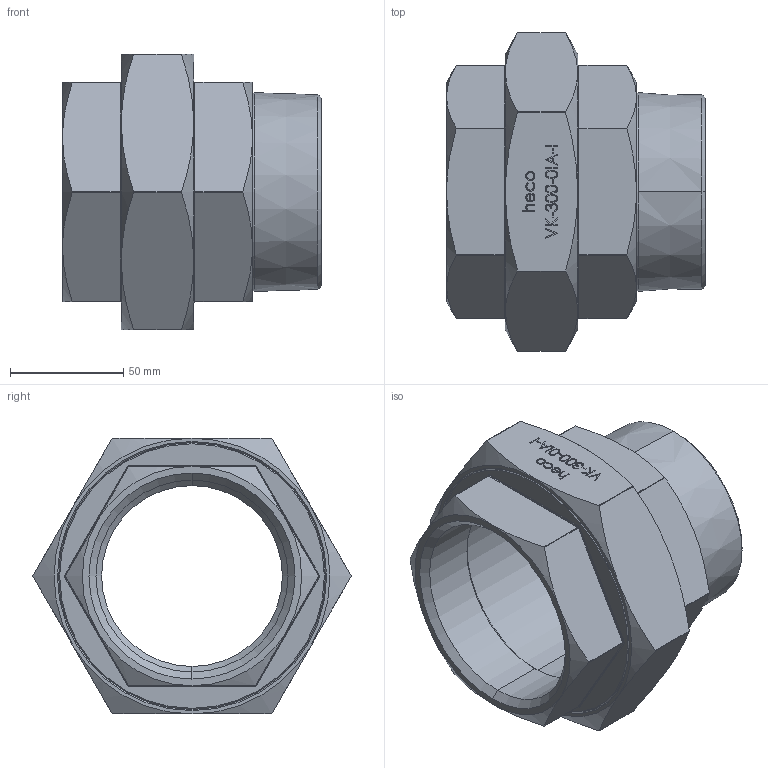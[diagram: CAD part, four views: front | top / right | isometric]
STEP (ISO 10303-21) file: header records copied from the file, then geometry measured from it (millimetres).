
FILE_DESCRIPTION (( 'STEP AP214' ), '1' );
FILE_NAME ('heco_VK-300-0IA-I.STEP', '2016-09-22T06:48:42', ( '' ), ( '' ), 'SwSTEP 2.0', 'SolidWorks 2016', '' );
FILE_SCHEMA (( 'AUTOMOTIVE_DESIGN' ));
Length unit declared in the file: millimetre
Products named in the file (1): heco_VK-300-0IA-I
Bounding box: 114.5 x 140.78 x 122.05 mm (x, y, z)
Volume: 356909.3 mm3; surface area: 83083 mm2
Topology: 1 solids, 1 shells, 318 faces, 795 edges, 496 vertices
Faces by surface type: plane 114, bspline 88, cylinder 74, cone 40, torus 2
Entity records: 15855 total; most frequent: CARTESIAN_POINT 7474, ORIENTED_EDGE 1566, DIRECTION 997, EDGE_CURVE 783, VERTEX_POINT 496, VECTOR 391, LINE 391, EDGE_LOOP 349
